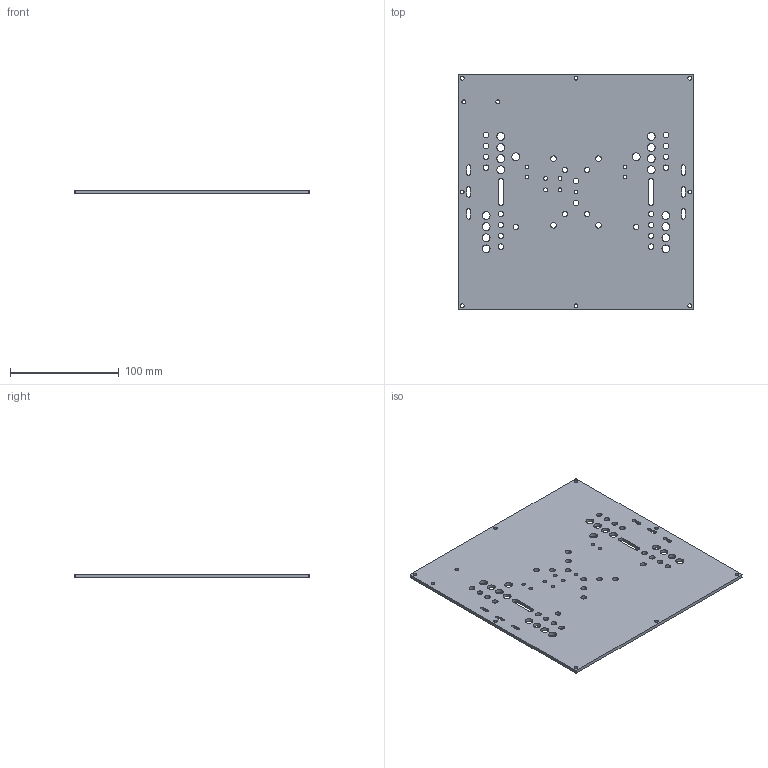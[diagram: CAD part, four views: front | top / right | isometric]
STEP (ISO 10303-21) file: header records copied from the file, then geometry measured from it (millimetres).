
FILE_DESCRIPTION (( 'STEP AP214' ), '1' );
FILE_NAME ('A169 Óñòàíîâî÷íàÿ ïëèòà 216õ216 ðîëèêîâ.STEP', '2019-11-28T07:12:48', ( 'Windows User' ), ( '' ), 'SwSTEP 2.0', 'SolidWorks 2019', '' );
FILE_SCHEMA (( 'AUTOMOTIVE_DESIGN' ));
Length unit declared in the file: millimetre
Products named in the file (1): A169 Óñòàíîâî÷íàÿ ïëèòà 216õ216 ðîëèêîâ
Bounding box: 216 x 216 x 3 mm (x, y, z)
Volume: 134247.5 mm3; surface area: 96026.8 mm2
Topology: 1 solids, 1 shells, 172 faces, 510 edges, 340 vertices
Faces by surface type: cylinder 150, plane 22
Entity records: 6260 total; most frequent: DIRECTION 1156, CARTESIAN_POINT 1023, ORIENTED_EDGE 1020, EDGE_CURVE 510, AXIS2_PLACEMENT_3D 473, VERTEX_POINT 340, EDGE_LOOP 318, CIRCLE 300
